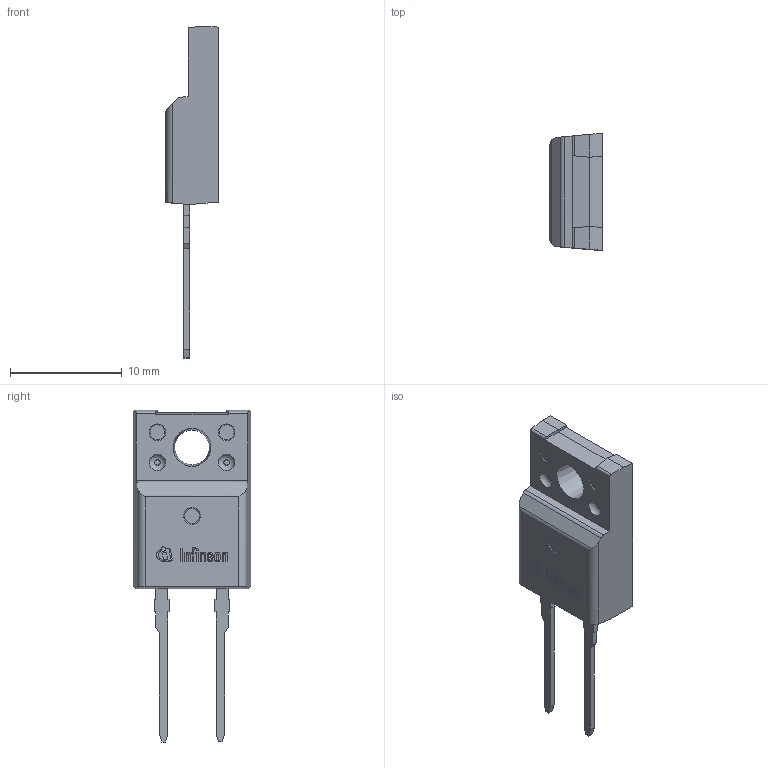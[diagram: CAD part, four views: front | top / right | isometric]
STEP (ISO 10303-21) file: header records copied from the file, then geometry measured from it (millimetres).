
FILE_DESCRIPTION(/* description */ (''),/* implementation_level */ '2;1');
FILE_NAME(/* name */ 'PG-TO220-2-23_Z8B00176466_V01_3D.stp',/* time_stamp */ '2020-03-17T17:47:58+05:00',/* author */ ('janartha'),/* organization */ (''),/* preprocessor_version */ 'ST-DEVELOPER v16.13',/* originating_system */ 'AutoCAD Mechanical',/* authorisation */ '');
FILE_SCHEMA (('AUTOMOTIVE_DESIGN { 1 0 10303 214 3 1 1 }'));
Length unit declared in the file: millimetre
Products named in the file (1): Product
Bounding box: 4.71 x 10.5 x 29.75 mm (x, y, z)
Volume: 600.6 mm3; surface area: 623.7 mm2
Topology: 15 solids, 15 shells, 299 faces, 761 edges, 504 vertices
Faces by surface type: plane 154, cylinder 132, torus 10, bspline 2, cone 1
Full cylindrical faces by diameter (mm): 0.195 x1, 0.403 x1, 1.2 x2, 1.5 x6, 2.2 x2
Entity records: 9067 total; most frequent: DIRECTION 1612, CARTESIAN_POINT 1608, ORIENTED_EDGE 1476, EDGE_CURVE 738, AXIS2_PLACEMENT_3D 580, VERTEX_POINT 504, LINE 452, VECTOR 452
